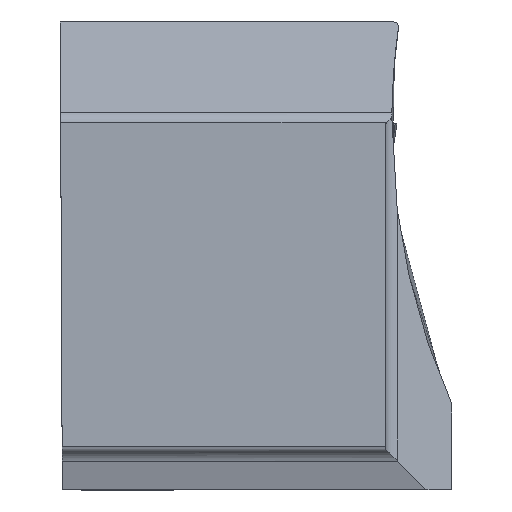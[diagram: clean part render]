
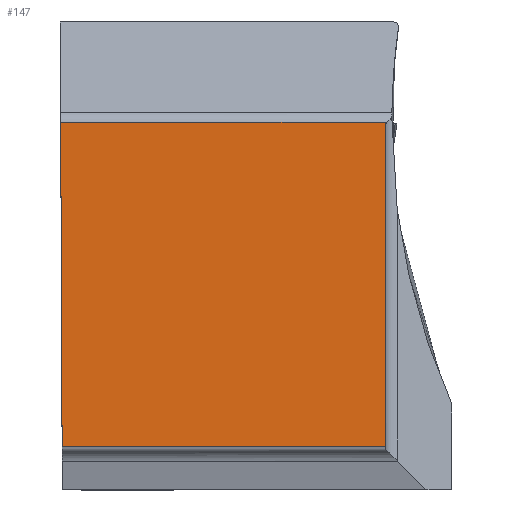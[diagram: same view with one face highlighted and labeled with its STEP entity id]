
A CAD part, top view. The second image highlights one B-rep face of the part: STEP entity #147.
In plain terms, the highlighted planar face has unit normal (0, 0, 1).
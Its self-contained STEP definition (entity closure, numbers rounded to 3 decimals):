
#114=PLANE('',#1185);
#147=ADVANCED_FACE('CU_BACK_SU1',(#220),#114,.F.);
#220=FACE_OUTER_BOUND('',#275,.T.);
#275=EDGE_LOOP('',(#566,#567,#568,#569));
#336=LINE('',#1728,#401);
#344=LINE('',#3691,#409);
#345=LINE('',#3693,#410);
#346=LINE('',#3695,#411);
#401=VECTOR('',#1306,1.);
#409=VECTOR('',#1328,1.);
#410=VECTOR('',#1329,1.);
#411=VECTOR('',#1330,1.);
#566=ORIENTED_EDGE('',*,*,#938,.T.);
#567=ORIENTED_EDGE('',*,*,#939,.F.);
#568=ORIENTED_EDGE('',*,*,#940,.T.);
#569=ORIENTED_EDGE('',*,*,#919,.T.);
#813=VERTEX_POINT('',#1727);
#814=VERTEX_POINT('',#1729);
#824=VERTEX_POINT('',#3692);
#825=VERTEX_POINT('',#3694);
#919=EDGE_CURVE('',#814,#813,#336,.T.);
#938=EDGE_CURVE('',#813,#824,#344,.T.);
#939=EDGE_CURVE('',#825,#824,#345,.T.);
#940=EDGE_CURVE('',#825,#814,#346,.T.);
#1185=AXIS2_PLACEMENT_3D('',#3696,#1331,#1332);
#1306=DIRECTION('',(0.004,-1.,0.));
#1328=DIRECTION('',(1.,0.,0.));
#1329=DIRECTION('',(0.,-1.,0.));
#1330=DIRECTION('',(-1.,0.,0.));
#1331=DIRECTION('',(0.,0.,-1.));
#1332=DIRECTION('',(0.,-1.,0.));
#1727=CARTESIAN_POINT('',(0.139,0.,0.));
#1728=CARTESIAN_POINT('',(-0.088,51.953,0.));
#1729=CARTESIAN_POINT('',(0.,31.85,0.));
#3691=CARTESIAN_POINT('',(-23.593,0.,0.));
#3692=CARTESIAN_POINT('',(31.85,0.,0.));
#3693=CARTESIAN_POINT('',(31.85,51.85,0.));
#3694=CARTESIAN_POINT('',(31.85,31.85,0.));
#3695=CARTESIAN_POINT('',(-23.593,31.85,0.));
#3696=CARTESIAN_POINT('',(-23.593,51.85,0.));
